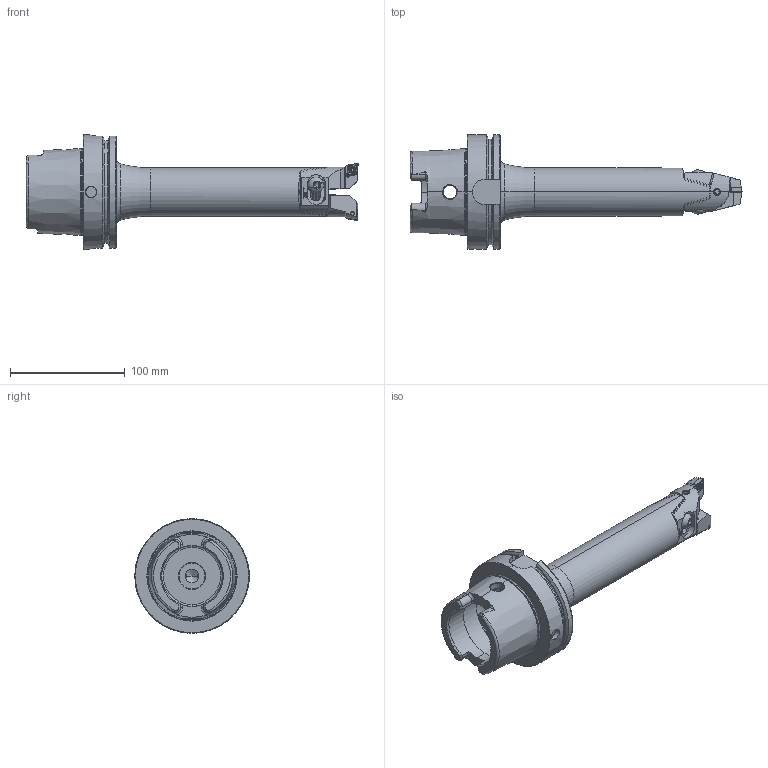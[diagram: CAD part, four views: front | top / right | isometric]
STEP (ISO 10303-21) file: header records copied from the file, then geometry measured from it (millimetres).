
FILE_DESCRIPTION (( 'STEP AP203' ), '1' );
FILE_NAME ('HA0.Z42.K22.240.STEP', '2024-08-20T13:08:10', ( '' ), ( '' ), 'SwSTEP 2.0', 'SolidWorks 2022', '' );
FILE_SCHEMA (( 'CONFIG_CONTROL_DESIGN' ));
Length unit declared in the file: millimetre
Products named in the file (10): Z42-ER1.003.020_A_gespannt; HA0-Z42.K21.240_A_Fertigbearbeitung; Z42-ER3.001.016; Z42-WCB.001.028; WCB-ER2.001.009_A; Z42-ER1.001.020; HA0.Z42.K22.240; Z42-ER1.002.020_A; Z42-xxx.001.028_D; CCMT09T304
Assembly tree (14 placements, depth 3):
  HA0.Z42.K22.240
    HA0-Z42.K21.240_A_Fertigbearbeitung
    Z42-ER1.001.020  x2
      Z42-ER1.002.020_A
      Z42-ER1.003.020_A_gespannt
    Z42-WCB.001.028
      Z42-xxx.001.028_D  x2
      WCB-ER2.001.009_A  x2
      CCMT09T304  x2
      Z42-ER3.001.016  x2
Bounding box: 289.9 x 100 x 100 mm (x, y, z)
Volume: 508871.3 mm3; surface area: 96196.6 mm2
Topology: 13 solids, 13 shells, 1032 faces, 2767 edges, 1738 vertices
Faces by surface type: plane 503, cylinder 248, cone 122, bspline 92, torus 55, sphere 12
Entity records: 26087 total; most frequent: CARTESIAN_POINT 9295, ORIENTED_EDGE 3646, DIRECTION 2855, EDGE_CURVE 1823, VERTEX_POINT 1162, AXIS2_PLACEMENT_3D 1028, VECTOR 799, LINE 799
